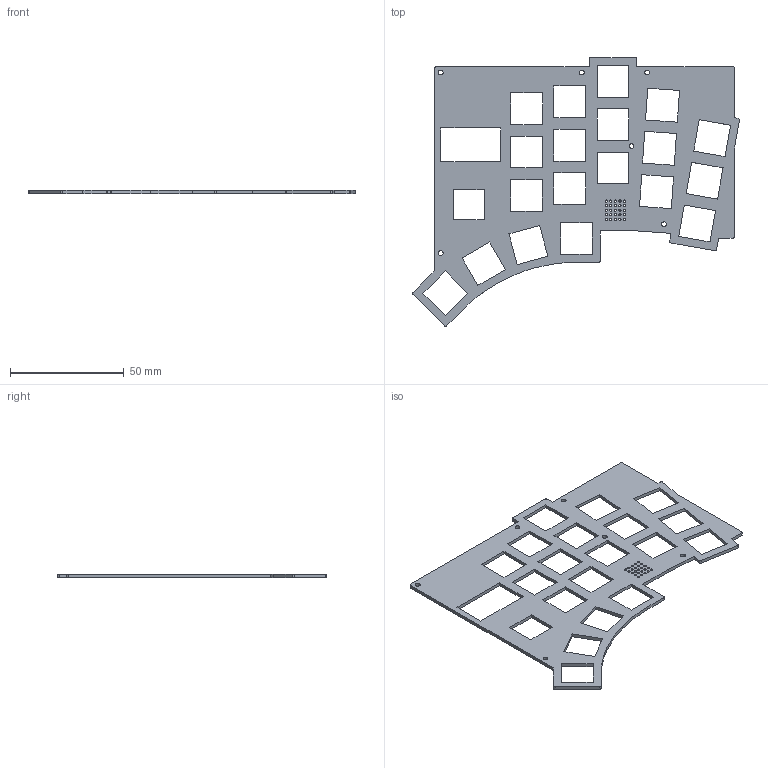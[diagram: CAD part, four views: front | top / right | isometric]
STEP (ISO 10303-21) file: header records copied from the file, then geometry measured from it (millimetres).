
FILE_DESCRIPTION(/* description */ (''),/* implementation_level */ '2;1');
FILE_NAME(/* name */ 'yubitsumeACR.step',/* time_stamp */ '2022-08-16T01:19:05+02:00',/* author */ (''),/* organization */ (''),/* preprocessor_version */ 'ST-DEVELOPER v19',/* originating_system */ 'Autodesk Translation Framework v11.7.0.108',/* authorisation */ '');
FILE_SCHEMA (('AUTOMOTIVE_DESIGN { 1 0 10303 214 3 1 1 }'));
Length unit declared in the file: millimetre
Products named in the file (1): KLORplates
Bounding box: 143.77 x 118.22 x 1.5 mm (x, y, z)
Volume: 10822.7 mm3; surface area: 17163.4 mm2
Topology: 1 solids, 1 shells, 159 faces, 471 edges, 314 vertices
Faces by surface type: plane 109, bspline 50
Entity records: 6856 total; most frequent: CARTESIAN_POINT 2695, ORIENTED_EDGE 942, DIRECTION 599, EDGE_CURVE 471, LINE 371, VECTOR 371, VERTEX_POINT 314, EDGE_LOOP 263
